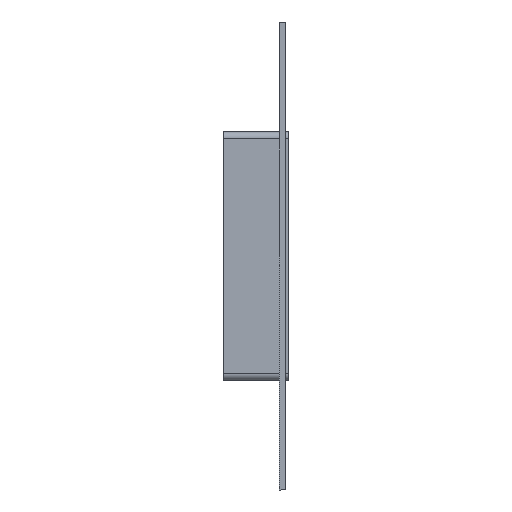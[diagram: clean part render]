
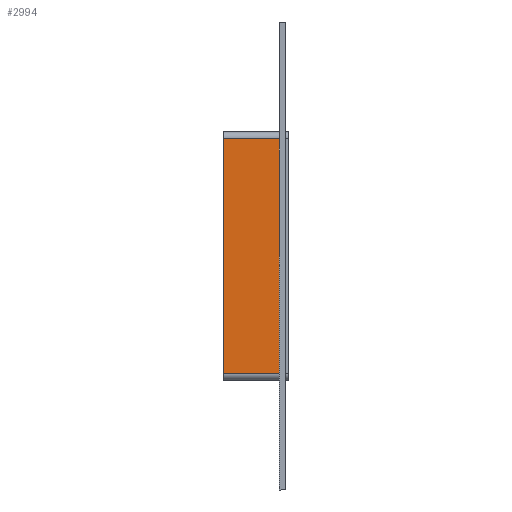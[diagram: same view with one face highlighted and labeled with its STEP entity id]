
A CAD part, left-side view. The second image highlights one B-rep face of the part: STEP entity #2994.
In plain terms, the highlighted planar face has unit normal (-1, 0, 0).
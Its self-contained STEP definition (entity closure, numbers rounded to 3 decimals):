
#1757=CARTESIAN_POINT('',(-392.5,57.0,-107.0));
#1758=VERTEX_POINT('',#1757);
#1766=CARTESIAN_POINT('',(-392.5,57.0,107.0));
#1767=VERTEX_POINT('',#1766);
#1768=CARTESIAN_POINT('',(-392.5,57.0,-107.));
#1769=DIRECTION('',(0.0,0.0,1.0));
#1770=VECTOR('',#1769,214.0);
#1771=LINE('',#1768,#1770);
#1772=EDGE_CURVE('',#1758,#1767,#1771,.T.);
#2439=CARTESIAN_POINT('',(-392.5,6.,-107.0));
#2440=VERTEX_POINT('',#2439);
#2490=CARTESIAN_POINT('',(-392.5,6.,107.0));
#2491=VERTEX_POINT('',#2490);
#2499=CARTESIAN_POINT('',(-392.5,6.,-107.0));
#2500=DIRECTION('',(0.0,0.0,1.0));
#2501=VECTOR('',#2500,214.0);
#2502=LINE('',#2499,#2501);
#2503=EDGE_CURVE('',#2440,#2491,#2502,.T.);
#2967=CARTESIAN_POINT('',(-392.5,6.,-107.0));
#2968=DIRECTION('',(0.0,1.0,0.0));
#2969=VECTOR('',#2968,51.0);
#2970=LINE('',#2967,#2969);
#2971=EDGE_CURVE('',#2440,#1758,#2970,.T.);
#2978=CARTESIAN_POINT('',(-392.5,0.0,-113.0));
#2979=DIRECTION('',(-1.0,0.0,0.0));
#2980=DIRECTION('',(0.0,0.0,1.0));
#2981=AXIS2_PLACEMENT_3D('',#2978,#2979,#2980);
#2982=PLANE('',#2981);
#2983=ORIENTED_EDGE('',*,*,#2503,.T.);
#2984=CARTESIAN_POINT('',(-392.5,57.0,107.0));
#2985=DIRECTION('',(0.0,-1.0,0.0));
#2986=VECTOR('',#2985,51.0);
#2987=LINE('',#2984,#2986);
#2988=EDGE_CURVE('',#1767,#2491,#2987,.T.);
#2989=ORIENTED_EDGE('',*,*,#2988,.F.);
#2990=ORIENTED_EDGE('',*,*,#1772,.F.);
#2991=ORIENTED_EDGE('',*,*,#2971,.F.);
#2992=EDGE_LOOP('',(#2983,#2989,#2990,#2991));
#2993=FACE_OUTER_BOUND('',#2992,.T.);
#2994=ADVANCED_FACE('',(#2993),#2982,.T.);
